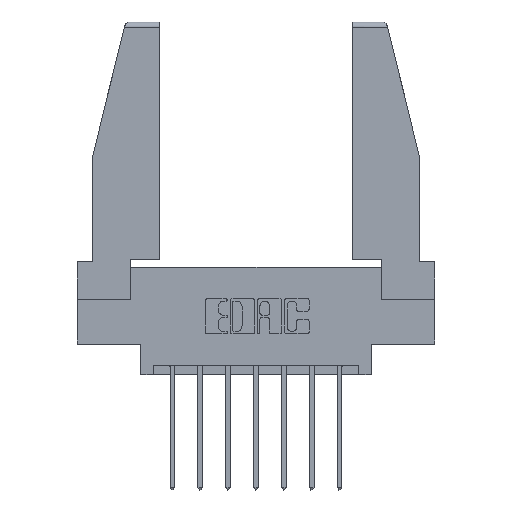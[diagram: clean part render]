
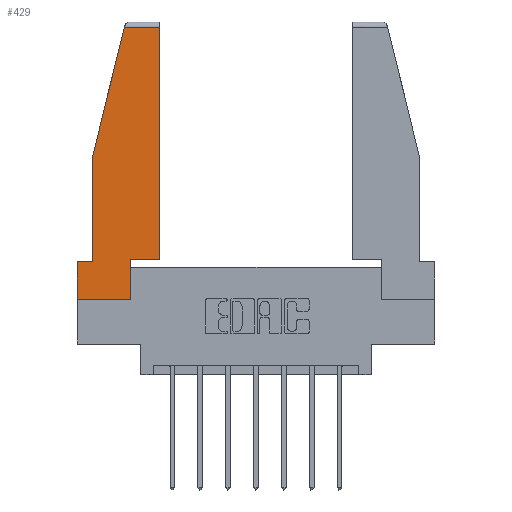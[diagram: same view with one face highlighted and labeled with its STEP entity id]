
A CAD part, top view. The second image highlights one B-rep face of the part: STEP entity #429.
In plain terms, the highlighted planar face has unit normal (0, 0, 1).
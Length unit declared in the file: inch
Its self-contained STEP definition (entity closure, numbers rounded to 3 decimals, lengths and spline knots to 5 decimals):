
#405 = CARTESIAN_POINT ( 'NONE',  ( 0., 0., 0. ) ) ;
#429 = ADVANCED_FACE ( 'NONE', ( #9029 ), #9036, .T. ) ;
#454 = CARTESIAN_POINT ( 'NONE',  ( 0., 0.21, 0. ) ) ;
#502 = LINE ( 'NONE', #1699, #10502 ) ;
#559 = VERTEX_POINT ( 'NONE', #7237 ) ;
#675 = LINE ( 'NONE', #9141, #8121 ) ;
#703 = ORIENTED_EDGE ( 'NONE', *, *, #4597, .T. ) ;
#1163 = EDGE_CURVE ( 'NONE', #1496, #9568, #675, .T. ) ;
#1341 = LINE ( 'NONE', #9503, #11816 ) ;
#1496 = VERTEX_POINT ( 'NONE', #7841 ) ;
#1522 = CARTESIAN_POINT ( 'NONE',  ( 0., 1.52, 0. ) ) ;
#1699 = CARTESIAN_POINT ( 'NONE',  ( 0.297, 0.223, 0. ) ) ;
#1704 = CARTESIAN_POINT ( 'NONE',  ( 0.2636, 1.52, 0. ) ) ;
#1755 = CARTESIAN_POINT ( 'NONE',  ( 0., 0., 0. ) ) ;
#1842 = VERTEX_POINT ( 'NONE', #405 ) ;
#2035 = VECTOR ( 'NONE', #8492, 39.37008 ) ;
#2298 = DIRECTION ( 'NONE',  ( 0., 0., 1. ) ) ;
#2490 = EDGE_CURVE ( 'NONE', #10167, #8222, #11121, .T. ) ;
#2495 = EDGE_CURVE ( 'NONE', #8304, #1496, #502, .T. ) ;
#3081 = VECTOR ( 'NONE', #9526, 39.37008 ) ;
#3142 = CARTESIAN_POINT ( 'NONE',  ( 0., 0.21, 0. ) ) ;
#3352 = CARTESIAN_POINT ( 'NONE',  ( 0.461, 1.52, 0. ) ) ;
#3985 = LINE ( 'NONE', #454, #7807 ) ;
#4356 = LINE ( 'NONE', #4970, #10856 ) ;
#4597 = EDGE_CURVE ( 'NONE', #1842, #559, #11813, .T. ) ;
#4970 = CARTESIAN_POINT ( 'NONE',  ( 0., 0.21, 0. ) ) ;
#5212 = CARTESIAN_POINT ( 'NONE',  ( 0.086, 0.21, 0. ) ) ;
#5393 = VERTEX_POINT ( 'NONE', #1704 ) ;
#6154 = LINE ( 'NONE', #1522, #2035 ) ;
#6185 = DIRECTION ( 'NONE',  ( 0., 1., 0. ) ) ;
#6425 = EDGE_CURVE ( 'NONE', #8222, #9446, #4356, .T. ) ;
#6488 = ORIENTED_EDGE ( 'NONE', *, *, #1163, .T. ) ;
#6626 = EDGE_CURVE ( 'NONE', #9568, #5393, #6154, .T. ) ;
#6708 = CARTESIAN_POINT ( 'NONE',  ( 0.086, 0.8, 0. ) ) ;
#6758 = CARTESIAN_POINT ( 'NONE',  ( 0.297, 0.223, 0. ) ) ;
#7237 = CARTESIAN_POINT ( 'NONE',  ( 0.297, 0., 0. ) ) ;
#7457 = ORIENTED_EDGE ( 'NONE', *, *, #11173, .T. ) ;
#7739 = EDGE_CURVE ( 'NONE', #5393, #10167, #9629, .T. ) ;
#7807 = VECTOR ( 'NONE', #8258, 39.37008 ) ;
#7841 = CARTESIAN_POINT ( 'NONE',  ( 0.461, 0.223, 0. ) ) ;
#8090 = CARTESIAN_POINT ( 'NONE',  ( 0., 0., 0. ) ) ;
#8121 = VECTOR ( 'NONE', #6185, 39.37008 ) ;
#8222 = VERTEX_POINT ( 'NONE', #5212 ) ;
#8258 = DIRECTION ( 'NONE',  ( 0., -1., 0. ) ) ;
#8304 = VERTEX_POINT ( 'NONE', #6758 ) ;
#8425 = DIRECTION ( 'NONE',  ( -0.239, -0.971, 0. ) ) ;
#8492 = DIRECTION ( 'NONE',  ( -1., 0., 0. ) ) ;
#8557 = ORIENTED_EDGE ( 'NONE', *, *, #9164, .T. ) ;
#8749 = ORIENTED_EDGE ( 'NONE', *, *, #6626, .T. ) ;
#9029 = FACE_OUTER_BOUND ( 'NONE', #12180, .T. ) ;
#9036 = PLANE ( 'NONE',  #12335 ) ;
#9116 = DIRECTION ( 'NONE',  ( 1., 0., 0. ) ) ;
#9141 = CARTESIAN_POINT ( 'NONE',  ( 0.461, 0.223, 0. ) ) ;
#9164 = EDGE_CURVE ( 'NONE', #9446, #1842, #3985, .T. ) ;
#9265 = ORIENTED_EDGE ( 'NONE', *, *, #6425, .T. ) ;
#9375 = CARTESIAN_POINT ( 'NONE',  ( 0.271, 1.55, 0. ) ) ;
#9446 = VERTEX_POINT ( 'NONE', #3142 ) ;
#9464 = ORIENTED_EDGE ( 'NONE', *, *, #7739, .T. ) ;
#9503 = CARTESIAN_POINT ( 'NONE',  ( 0.297, 0., 0. ) ) ;
#9526 = DIRECTION ( 'NONE',  ( 0., -1., 0. ) ) ;
#9568 = VERTEX_POINT ( 'NONE', #3352 ) ;
#9629 = LINE ( 'NONE', #9375, #12215 ) ;
#10167 = VERTEX_POINT ( 'NONE', #6708 ) ;
#10288 = DIRECTION ( 'NONE',  ( 0., 1., 0. ) ) ;
#10416 = DIRECTION ( 'NONE',  ( 1., 0., 0. ) ) ;
#10502 = VECTOR ( 'NONE', #10613, 39.37008 ) ;
#10514 = ORIENTED_EDGE ( 'NONE', *, *, #2490, .T. ) ;
#10613 = DIRECTION ( 'NONE',  ( 1., 0., 0. ) ) ;
#10856 = VECTOR ( 'NONE', #11858, 39.37008 ) ;
#11121 = LINE ( 'NONE', #12520, #3081 ) ;
#11173 = EDGE_CURVE ( 'NONE', #559, #8304, #1341, .T. ) ;
#11813 = LINE ( 'NONE', #1755, #11973 ) ;
#11816 = VECTOR ( 'NONE', #10288, 39.37008 ) ;
#11850 = ORIENTED_EDGE ( 'NONE', *, *, #2495, .T. ) ;
#11858 = DIRECTION ( 'NONE',  ( -1., 0., 0. ) ) ;
#11973 = VECTOR ( 'NONE', #10416, 39.37008 ) ;
#12180 = EDGE_LOOP ( 'NONE', ( #6488, #8749, #9464, #10514, #9265, #8557, #703, #7457, #11850 ) ) ;
#12215 = VECTOR ( 'NONE', #8425, 39.37008 ) ;
#12335 = AXIS2_PLACEMENT_3D ( 'NONE', #8090, #2298, #9116 ) ;
#12520 = CARTESIAN_POINT ( 'NONE',  ( 0.086, 0.8, 0. ) ) ;
